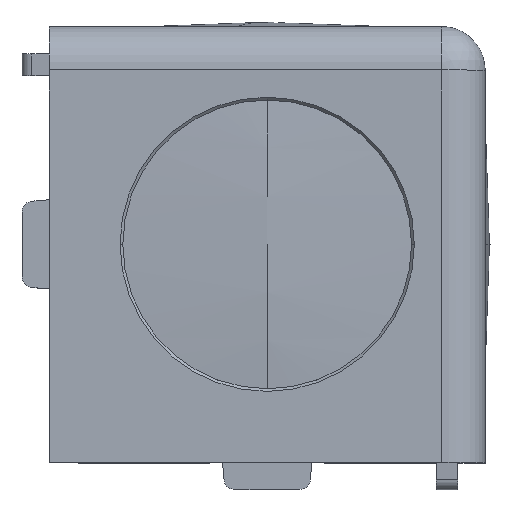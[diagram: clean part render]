
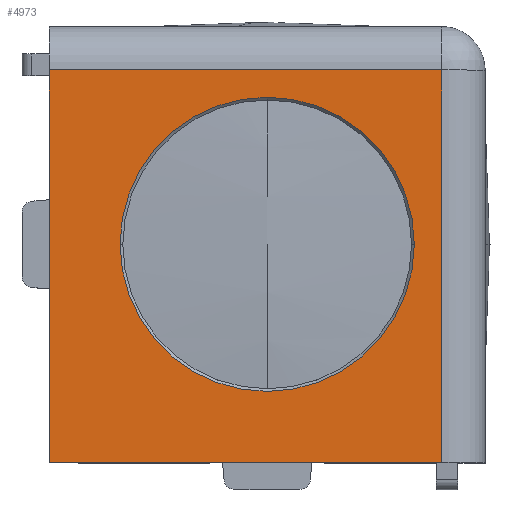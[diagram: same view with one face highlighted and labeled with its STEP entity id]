
A CAD part, top view. The second image highlights one B-rep face of the part: STEP entity #4973.
In plain terms, the highlighted planar face has unit normal (0, 0, 1).
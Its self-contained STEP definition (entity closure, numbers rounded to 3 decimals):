
#502 = ORIENTED_EDGE ( 'NONE', *, *, #4683, .T. ) ;
#554 = ORIENTED_EDGE ( 'NONE', *, *, #8334, .T. ) ;
#664 = AXIS2_PLACEMENT_3D ( 'NONE', #5273, #4495, #3117 ) ;
#863 = VERTEX_POINT ( 'NONE', #3296 ) ;
#877 = CARTESIAN_POINT ( 'NONE',  ( -13.5, 0., 20. ) ) ;
#939 = DIRECTION ( 'NONE',  ( 0., 1., 0. ) ) ;
#1115 = AXIS2_PLACEMENT_3D ( 'NONE', #6510, #4979, #2636 ) ;
#1260 = EDGE_LOOP ( 'NONE', ( #502, #554, #4809, #9209 ) ) ;
#1308 = EDGE_LOOP ( 'NONE', ( #6684, #9275 ) ) ;
#1988 = CARTESIAN_POINT ( 'NONE',  ( 13.5, 0., 20. ) ) ;
#2287 = AXIS2_PLACEMENT_3D ( 'NONE', #2858, #9080, #7496 ) ;
#2636 = DIRECTION ( 'NONE',  ( -1., 0., 0. ) ) ;
#2748 = VECTOR ( 'NONE', #8253, 1000. ) ;
#2858 = CARTESIAN_POINT ( 'NONE',  ( 0., 0., 20. ) ) ;
#3055 = VECTOR ( 'NONE', #7158, 1000. ) ;
#3117 = DIRECTION ( 'NONE',  ( -1., 0., 0. ) ) ;
#3296 = CARTESIAN_POINT ( 'NONE',  ( -20., 16., 20. ) ) ;
#3405 = CIRCLE ( 'NONE', #1115, 13.5 ) ;
#3899 = VERTEX_POINT ( 'NONE', #5933 ) ;
#4495 = DIRECTION ( 'NONE',  ( 0., 0., -1. ) ) ;
#4503 = EDGE_CURVE ( 'NONE', #9188, #9858, #3405, .T. ) ;
#4683 = EDGE_CURVE ( 'NONE', #9731, #3899, #5585, .T. ) ;
#4809 = ORIENTED_EDGE ( 'NONE', *, *, #9327, .T. ) ;
#4903 = DIRECTION ( 'NONE',  ( 0., -1., 0. ) ) ;
#4973 = ADVANCED_FACE ( 'NONE', ( #10114, #5369 ), #6186, .F. ) ;
#4979 = DIRECTION ( 'NONE',  ( 0., 0., -1. ) ) ;
#5273 = CARTESIAN_POINT ( 'NONE',  ( -20., 20., 20. ) ) ;
#5369 = FACE_OUTER_BOUND ( 'NONE', #1260, .T. ) ;
#5585 = LINE ( 'NONE', #6495, #3055 ) ;
#5919 = CARTESIAN_POINT ( 'NONE',  ( -20., 16., 20. ) ) ;
#5933 = CARTESIAN_POINT ( 'NONE',  ( 16., -20., 20. ) ) ;
#6186 = PLANE ( 'NONE',  #664 ) ;
#6495 = CARTESIAN_POINT ( 'NONE',  ( -20., -20., 20. ) ) ;
#6510 = CARTESIAN_POINT ( 'NONE',  ( 0., 0., 20. ) ) ;
#6684 = ORIENTED_EDGE ( 'NONE', *, *, #4503, .T. ) ;
#6732 = LINE ( 'NONE', #5919, #2748 ) ;
#6838 = VECTOR ( 'NONE', #4903, 1000. ) ;
#7143 = CARTESIAN_POINT ( 'NONE',  ( -20., 20., 20. ) ) ;
#7158 = DIRECTION ( 'NONE',  ( 1., 0., 0. ) ) ;
#7313 = VECTOR ( 'NONE', #939, 1000. ) ;
#7448 = EDGE_CURVE ( 'NONE', #9858, #9188, #9625, .T. ) ;
#7496 = DIRECTION ( 'NONE',  ( -1., 0., 0. ) ) ;
#7637 = VERTEX_POINT ( 'NONE', #7752 ) ;
#7752 = CARTESIAN_POINT ( 'NONE',  ( 16., 16., 20. ) ) ;
#7830 = CARTESIAN_POINT ( 'NONE',  ( 16., 20., 20. ) ) ;
#7857 = LINE ( 'NONE', #7143, #6838 ) ;
#7934 = LINE ( 'NONE', #7830, #7313 ) ;
#8253 = DIRECTION ( 'NONE',  ( -1., 0., 0. ) ) ;
#8334 = EDGE_CURVE ( 'NONE', #3899, #7637, #7934, .T. ) ;
#8530 = CARTESIAN_POINT ( 'NONE',  ( -20., -20., 20. ) ) ;
#9080 = DIRECTION ( 'NONE',  ( 0., 0., -1. ) ) ;
#9188 = VERTEX_POINT ( 'NONE', #1988 ) ;
#9209 = ORIENTED_EDGE ( 'NONE', *, *, #10116, .T. ) ;
#9275 = ORIENTED_EDGE ( 'NONE', *, *, #7448, .T. ) ;
#9327 = EDGE_CURVE ( 'NONE', #7637, #863, #6732, .T. ) ;
#9625 = CIRCLE ( 'NONE', #2287, 13.5 ) ;
#9731 = VERTEX_POINT ( 'NONE', #8530 ) ;
#9858 = VERTEX_POINT ( 'NONE', #877 ) ;
#10114 = FACE_BOUND ( 'NONE', #1308, .T. ) ;
#10116 = EDGE_CURVE ( 'NONE', #863, #9731, #7857, .T. ) ;
